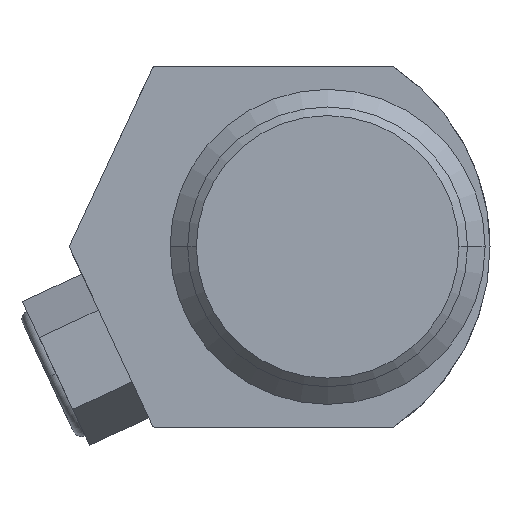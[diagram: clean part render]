
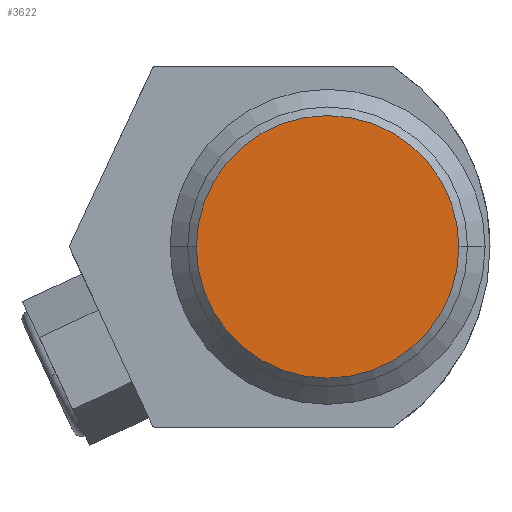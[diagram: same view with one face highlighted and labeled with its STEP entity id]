
A CAD part, left-side view. The second image highlights one B-rep face of the part: STEP entity #3622.
In plain terms, the highlighted planar face has unit normal (-1, 0, 0).
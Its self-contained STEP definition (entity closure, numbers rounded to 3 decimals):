
#1787=CARTESIAN_POINT('',(-44.145,-4.75,0.));
#1788=DIRECTION('',(-1.,0.,0.));
#1789=DIRECTION('',(0.,1.,0.));
#1790=AXIS2_PLACEMENT_3D('',#1787,#1788,#1789);
#1817=CARTESIAN_POINT('',(-44.145,-4.75,0.));
#1818=DIRECTION('',(1.,0.,0.));
#1819=DIRECTION('',(0.,1.,0.));
#1820=AXIS2_PLACEMENT_3D('',#1817,#1818,#1819);
#2015=CARTESIAN_POINT('',(-44.145,6.807,0.));
#2016=CARTESIAN_POINT('',(-44.145,-16.307,0.));
#2017=VERTEX_POINT('',#2015);
#2018=VERTEX_POINT('',#2016);
#3612=CARTESIAN_POINT('',(-44.145,0.,0.));
#3613=DIRECTION('',(1.,0.,0.));
#3614=DIRECTION('',(0.,0.,-1.));
#3615=AXIS2_PLACEMENT_3D('',#3612,#3613,#3614);
#3616=PLANE('',#3615);
#3617=ORIENTED_EDGE('',*,*,#3602,.F.);
#3619=ORIENTED_EDGE('',*,*,#3618,.T.);
#3620=EDGE_LOOP('',(#3617,#3619));
#3621=FACE_OUTER_BOUND('',#3620,.F.);
#1791=CIRCLE('',#1790,11.557);
#1821=CIRCLE('',#1820,11.557);
#3602=EDGE_CURVE('',#2017,#2018,#1791,.T.);
#3618=EDGE_CURVE('',#2017,#2018,#1821,.T.);
#3622=ADVANCED_FACE('',(#3621),#3616,.F.);
